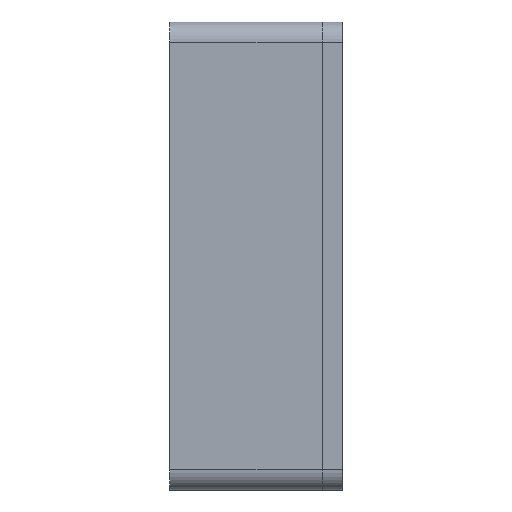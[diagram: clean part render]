
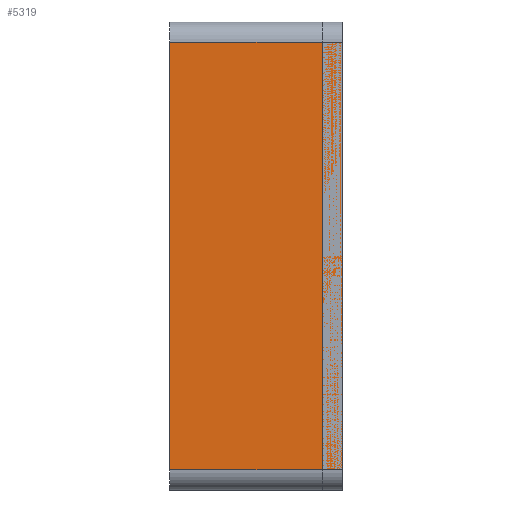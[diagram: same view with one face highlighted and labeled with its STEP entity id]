
A CAD part, left-side view. The second image highlights one B-rep face of the part: STEP entity #5319.
In plain terms, the highlighted planar face has unit normal (-1, 0, 0).
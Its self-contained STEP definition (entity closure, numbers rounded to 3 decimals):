
#424=FACE_OUTER_BOUND('',#737,.T.);
#737=EDGE_LOOP('',(#4604,#4605,#4606,#4607));
#1426=LINE('',#10049,#1958);
#1427=LINE('',#10051,#1959);
#1428=LINE('',#10053,#1960);
#1429=LINE('',#10054,#1961);
#1958=VECTOR('',#6352,10.);
#1959=VECTOR('',#6353,10.);
#1960=VECTOR('',#6354,10.);
#1961=VECTOR('',#6355,10.);
#2496=VERTEX_POINT('',#10047);
#2497=VERTEX_POINT('',#10048);
#2498=VERTEX_POINT('',#10050);
#2499=VERTEX_POINT('',#10052);
#3220=EDGE_CURVE('',#2496,#2497,#1426,.T.);
#3221=EDGE_CURVE('',#2497,#2498,#1427,.T.);
#3222=EDGE_CURVE('',#2499,#2498,#1428,.T.);
#3223=EDGE_CURVE('',#2496,#2499,#1429,.T.);
#4604=ORIENTED_EDGE('',*,*,#3220,.T.);
#4605=ORIENTED_EDGE('',*,*,#3221,.T.);
#4606=ORIENTED_EDGE('',*,*,#3222,.F.);
#4607=ORIENTED_EDGE('',*,*,#3223,.F.);
#5033=PLANE('',#5560);
#5319=ADVANCED_FACE('',(#424),#5033,.T.);
#5560=AXIS2_PLACEMENT_3D('',#10046,#6350,#6351);
#6350=DIRECTION('center_axis',(-1.,0.,0.));
#6351=DIRECTION('ref_axis',(0.,0.,1.));
#6352=DIRECTION('',(0.,0.,1.));
#6353=DIRECTION('',(0.,1.,0.));
#6354=DIRECTION('',(0.,0.,1.));
#6355=DIRECTION('',(0.,1.,0.));
#10046=CARTESIAN_POINT('Origin',(-41.5,0.,-10.5));
#10047=CARTESIAN_POINT('',(-41.5,0.,-10.5));
#10048=CARTESIAN_POINT('',(-41.5,0.,10.5));
#10049=CARTESIAN_POINT('',(-41.5,0.,-10.5));
#10050=CARTESIAN_POINT('',(-41.5,8.5,10.5));
#10051=CARTESIAN_POINT('',(-41.5,0.,10.5));
#10052=CARTESIAN_POINT('',(-41.5,8.5,-10.5));
#10053=CARTESIAN_POINT('',(-41.5,8.5,-10.5));
#10054=CARTESIAN_POINT('',(-41.5,0.,-10.5));
